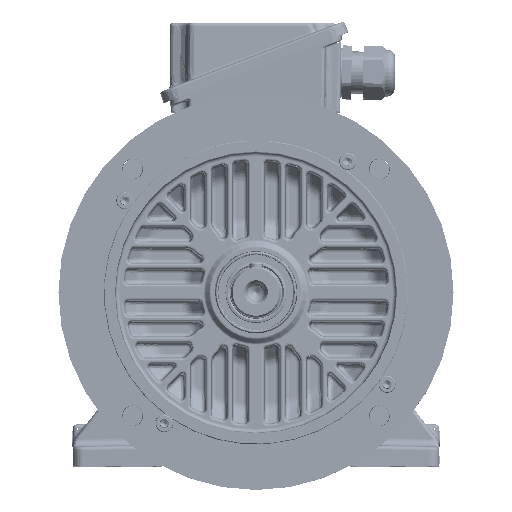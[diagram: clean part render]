
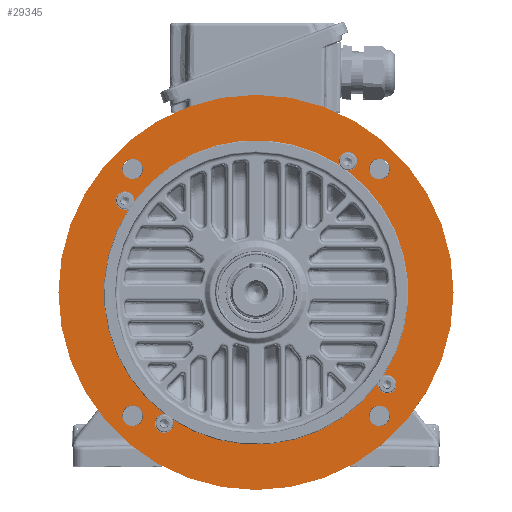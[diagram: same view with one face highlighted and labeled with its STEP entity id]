
A CAD part, top view. The second image highlights one B-rep face of the part: STEP entity #29345.
In plain terms, the highlighted planar face has unit normal (0, 0, 1).
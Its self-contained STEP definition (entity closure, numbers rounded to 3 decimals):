
#6709=PLANE('',#110137);
#29345=ADVANCED_FACE('',(#35839,#35840,#35841,#35842,#35843,#35844),#6709,
 .F.);
#35839=FACE_BOUND('',#36845,.T.);
#35840=FACE_BOUND('',#36846,.T.);
#35841=FACE_BOUND('',#36847,.T.);
#35842=FACE_BOUND('',#36848,.T.);
#35843=FACE_BOUND('',#36849,.T.);
#35844=FACE_BOUND('',#36850,.T.);
#36845=EDGE_LOOP('',(#44792,#44793,#44794,#44795,#44796,#44797,#44798,#44799));
#36846=EDGE_LOOP('',(#44800));
#36847=EDGE_LOOP('',(#44801));
#36848=EDGE_LOOP('',(#44802));
#36849=EDGE_LOOP('',(#44803));
#36850=EDGE_LOOP('',(#44804));
#44792=ORIENTED_EDGE('',*,*,#86372,.T.);
#44793=ORIENTED_EDGE('',*,*,#86368,.T.);
#44794=ORIENTED_EDGE('',*,*,#86373,.T.);
#44795=ORIENTED_EDGE('',*,*,#86353,.T.);
#44796=ORIENTED_EDGE('',*,*,#86374,.T.);
#44797=ORIENTED_EDGE('',*,*,#85544,.T.);
#44798=ORIENTED_EDGE('',*,*,#86375,.T.);
#44799=ORIENTED_EDGE('',*,*,#86376,.T.);
#44800=ORIENTED_EDGE('',*,*,#86377,.F.);
#44801=ORIENTED_EDGE('',*,*,#86378,.F.);
#44802=ORIENTED_EDGE('',*,*,#86275,.T.);
#44803=ORIENTED_EDGE('',*,*,#86379,.F.);
#44804=ORIENTED_EDGE('',*,*,#86380,.F.);
#74322=VERTEX_POINT('',#148627);
#74324=VERTEX_POINT('',#148630);
#74834=VERTEX_POINT('',#153793);
#74893=VERTEX_POINT('',#153973);
#74894=VERTEX_POINT('',#153975);
#74905=VERTEX_POINT('',#154035);
#74906=VERTEX_POINT('',#154037);
#74909=VERTEX_POINT('',#154060);
#74910=VERTEX_POINT('',#154064);
#74911=VERTEX_POINT('',#154067);
#74912=VERTEX_POINT('',#154069);
#74913=VERTEX_POINT('',#154071);
#74914=VERTEX_POINT('',#154073);
#85544=EDGE_CURVE('',#74324,#74322,#103184,.T.);
#86275=EDGE_CURVE('',#74834,#74834,#103503,.T.);
#86353=EDGE_CURVE('',#74894,#74893,#103579,.T.);
#86368=EDGE_CURVE('',#74906,#74905,#103590,.T.);
#86372=EDGE_CURVE('',#74909,#74906,#103592,.T.);
#86373=EDGE_CURVE('',#74905,#74894,#103593,.T.);
#86374=EDGE_CURVE('',#74893,#74324,#103594,.T.);
#86375=EDGE_CURVE('',#74322,#74910,#103595,.T.);
#86376=EDGE_CURVE('',#74910,#74909,#103596,.T.);
#86377=EDGE_CURVE('',#74911,#74911,#103597,.T.);
#86378=EDGE_CURVE('',#74912,#74912,#103598,.T.);
#86379=EDGE_CURVE('',#74913,#74913,#103599,.T.);
#86380=EDGE_CURVE('',#74914,#74914,#103600,.T.);
#103184=CIRCLE('',#109544,7.);
#103503=CIRCLE('',#110010,150.);
#103579=CIRCLE('',#110112,7.);
#103590=CIRCLE('',#110125,7.);
#103592=CIRCLE('',#110128,115.6);
#103593=CIRCLE('',#110129,115.6);
#103594=CIRCLE('',#110130,115.6);
#103595=CIRCLE('',#110131,115.6);
#103596=CIRCLE('',#110132,7.);
#103597=CIRCLE('',#110133,7.869);
#103598=CIRCLE('',#110134,7.869);
#103599=CIRCLE('',#110135,7.869);
#103600=CIRCLE('',#110136,7.869);
#109544=AXIS2_PLACEMENT_3D('',#148629,#120877,#120878);
#110010=AXIS2_PLACEMENT_3D('',#153792,#121959,#121960);
#110112=AXIS2_PLACEMENT_3D('',#153974,#122164,#122165);
#110125=AXIS2_PLACEMENT_3D('',#154036,#122192,#122193);
#110128=AXIS2_PLACEMENT_3D('',#154059,#122199,#122200);
#110129=AXIS2_PLACEMENT_3D('',#154061,#122201,#122202);
#110130=AXIS2_PLACEMENT_3D('',#154062,#122203,#122204);
#110131=AXIS2_PLACEMENT_3D('',#154063,#122205,#122206);
#110132=AXIS2_PLACEMENT_3D('',#154065,#122207,#122208);
#110133=AXIS2_PLACEMENT_3D('',#154066,#122209,#122210);
#110134=AXIS2_PLACEMENT_3D('',#154068,#122211,#122212);
#110135=AXIS2_PLACEMENT_3D('',#154070,#122213,#122214);
#110136=AXIS2_PLACEMENT_3D('',#154072,#122215,#122216);
#110137=AXIS2_PLACEMENT_3D('',#154074,#122217,#122218);
#120877=DIRECTION('',(0.,0.,-1.));
#120878=DIRECTION('',(-1.,0.,0.));
#121959=DIRECTION('',(0.,0.,1.));
#121960=DIRECTION('',(-1.,0.,0.));
#122164=DIRECTION('',(0.,0.,-1.));
#122165=DIRECTION('',(-1.,0.,0.));
#122192=DIRECTION('',(0.,0.,-1.));
#122193=DIRECTION('',(-1.,0.,0.));
#122199=DIRECTION('',(0.,0.,-1.));
#122200=DIRECTION('',(-1.,0.,0.));
#122201=DIRECTION('',(0.,0.,-1.));
#122202=DIRECTION('',(-1.,0.,0.));
#122203=DIRECTION('',(0.,0.,-1.));
#122204=DIRECTION('',(-1.,0.,0.));
#122205=DIRECTION('',(0.,0.,-1.));
#122206=DIRECTION('',(-1.,0.,0.));
#122207=DIRECTION('',(0.,0.,-1.));
#122208=DIRECTION('',(-1.,0.,0.));
#122209=DIRECTION('',(0.,0.,1.));
#122210=DIRECTION('',(-1.,0.,0.));
#122211=DIRECTION('',(0.,0.,1.));
#122212=DIRECTION('',(-1.,0.,0.));
#122213=DIRECTION('',(0.,0.,1.));
#122214=DIRECTION('',(-1.,0.,0.));
#122215=DIRECTION('',(0.,0.,1.));
#122216=DIRECTION('',(-1.,0.,0.));
#122217=DIRECTION('',(0.,0.,-1.));
#122218=DIRECTION('',(-1.,0.,0.));
#148627=CARTESIAN_POINT('',(-92.539,69.281,0.));
#148629=CARTESIAN_POINT('',(-99.527,69.69,0.));
#148630=CARTESIAN_POINT('',(-96.753,63.262,0.));
#153792=CARTESIAN_POINT('',(0.,0.,0.));
#153793=CARTESIAN_POINT('',(-150.,0.,0.));
#153973=CARTESIAN_POINT('',(-69.281,-92.539,0.));
#153974=CARTESIAN_POINT('',(-69.69,-99.527,0.));
#153975=CARTESIAN_POINT('',(-63.262,-96.753,0.));
#154035=CARTESIAN_POINT('',(92.539,-69.281,0.));
#154036=CARTESIAN_POINT('',(99.527,-69.69,0.));
#154037=CARTESIAN_POINT('',(96.753,-63.262,0.));
#154059=CARTESIAN_POINT('',(0.,0.,0.));
#154060=CARTESIAN_POINT('',(69.281,92.539,0.));
#154061=CARTESIAN_POINT('',(0.,0.,0.));
#154062=CARTESIAN_POINT('',(0.,0.,0.));
#154063=CARTESIAN_POINT('',(0.,0.,0.));
#154064=CARTESIAN_POINT('',(63.262,96.753,0.));
#154065=CARTESIAN_POINT('',(69.69,99.527,0.));
#154066=CARTESIAN_POINT('',(-93.692,-93.692,0.));
#154067=CARTESIAN_POINT('',(-101.561,-93.692,0.));
#154068=CARTESIAN_POINT('',(93.692,93.692,0.));
#154069=CARTESIAN_POINT('',(85.823,93.692,0.));
#154070=CARTESIAN_POINT('',(93.692,-93.692,0.));
#154071=CARTESIAN_POINT('',(85.823,-93.692,0.));
#154072=CARTESIAN_POINT('',(-93.692,93.692,0.));
#154073=CARTESIAN_POINT('',(-101.561,93.692,0.));
#154074=CARTESIAN_POINT('',(0.,115.,0.));
